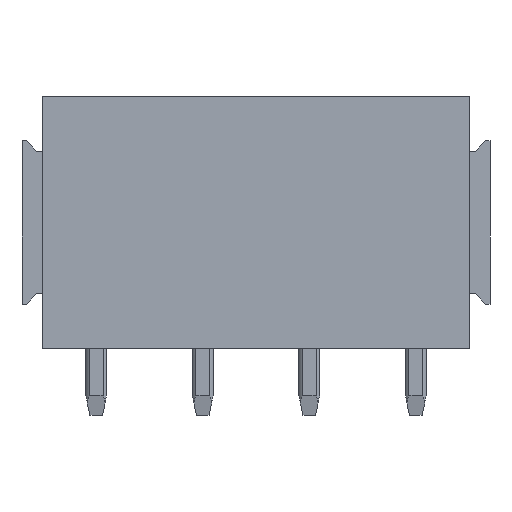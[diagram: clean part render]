
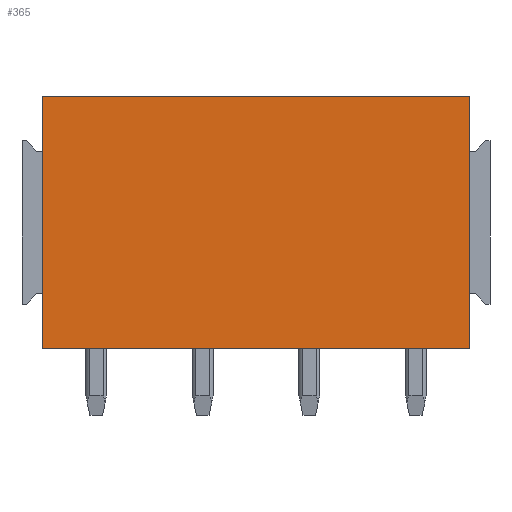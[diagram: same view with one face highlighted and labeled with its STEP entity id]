
A CAD part, front view. The second image highlights one B-rep face of the part: STEP entity #365.
In plain terms, the highlighted planar face has unit normal (0, -1, 0).
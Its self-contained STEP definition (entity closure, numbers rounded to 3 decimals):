
#365 = ADVANCED_FACE( '', ( #847 ), #848, .T. );
#847 = FACE_OUTER_BOUND( '', #1435, .T. );
#848 = PLANE( '', #1436 );
#1435 = EDGE_LOOP( '', ( #2586, #2587, #2588, #2589 ) );
#1436 = AXIS2_PLACEMENT_3D( '', #2590, #2591, #2592 );
#2586 = ORIENTED_EDGE( '', *, *, #3872, .F. );
#2587 = ORIENTED_EDGE( '', *, *, #4102, .F. );
#2588 = ORIENTED_EDGE( '', *, *, #4103, .T. );
#2589 = ORIENTED_EDGE( '', *, *, #3831, .T. );
#2590 = CARTESIAN_POINT( '', ( -20.32, 0., 0. ) );
#2591 = DIRECTION( '', ( 0., -1., 0. ) );
#2592 = DIRECTION( '', ( 0., 0., -1. ) );
#3831 = EDGE_CURVE( '', #4729, #4726, #4730, .T. );
#3872 = EDGE_CURVE( '', #4797, #4726, #4799, .T. );
#4102 = EDGE_CURVE( '', #5140, #4797, #5141, .T. );
#4103 = EDGE_CURVE( '', #5140, #4729, #5142, .T. );
#4726 = VERTEX_POINT( '', #5942 );
#4729 = VERTEX_POINT( '', #5946 );
#4730 = LINE( '', #5947, #5948 );
#4797 = VERTEX_POINT( '', #6043 );
#4799 = LINE( '', #6046, #6047 );
#5140 = VERTEX_POINT( '', #6535 );
#5141 = LINE( '', #6536, #6537 );
#5142 = LINE( '', #6538, #6539 );
#5942 = CARTESIAN_POINT( '', ( 0., 0., -12. ) );
#5946 = CARTESIAN_POINT( '', ( -20.32, 0., -12. ) );
#5947 = CARTESIAN_POINT( '', ( -20.32, 0., -12. ) );
#5948 = VECTOR( '', #7280, 1000. );
#6043 = CARTESIAN_POINT( '', ( 0., 0., 0. ) );
#6046 = CARTESIAN_POINT( '', ( 0., 0., 0. ) );
#6047 = VECTOR( '', #7322, 1000. );
#6535 = CARTESIAN_POINT( '', ( -20.32, 0., 0. ) );
#6536 = CARTESIAN_POINT( '', ( -20.32, 0., 0. ) );
#6537 = VECTOR( '', #7563, 1000. );
#6538 = CARTESIAN_POINT( '', ( -20.32, 0., 0. ) );
#6539 = VECTOR( '', #7564, 1000. );
#7280 = DIRECTION( '', ( 1., 0., 0. ) );
#7322 = DIRECTION( '', ( 0., 0., -1. ) );
#7563 = DIRECTION( '', ( 1., 0., 0. ) );
#7564 = DIRECTION( '', ( 0., 0., -1. ) );
